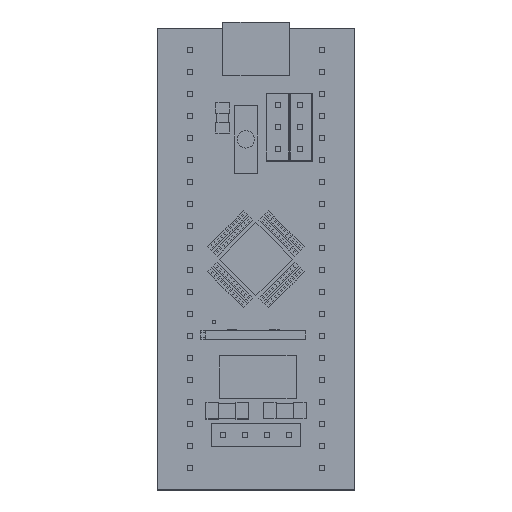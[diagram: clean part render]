
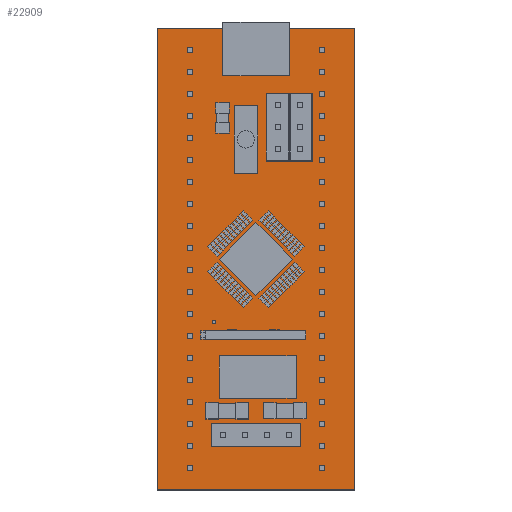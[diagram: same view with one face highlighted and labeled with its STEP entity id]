
A CAD part, top view. The second image highlights one B-rep face of the part: STEP entity #22909.
In plain terms, the highlighted planar face has unit normal (0, 0, 1).
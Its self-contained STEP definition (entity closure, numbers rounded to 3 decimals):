
#11=FACE_BOUND('',#5127,.T.);
#12=FACE_BOUND('',#5128,.T.);
#35=CIRCLE('',#27595,0.4);
#36=CIRCLE('',#27596,0.4);
#3788=FACE_OUTER_BOUND('',#5126,.T.);
#5126=EDGE_LOOP('',(#20223,#20224,#20225,#20226));
#5127=EDGE_LOOP('',(#20227));
#5128=EDGE_LOOP('',(#20228));
#7779=LINE('',#40742,#10436);
#7783=LINE('',#40750,#10440);
#7785=LINE('',#40754,#10442);
#7788=LINE('',#40759,#10445);
#10436=VECTOR('',#34239,1.);
#10440=VECTOR('',#34245,1.);
#10442=VECTOR('',#34249,1.);
#10445=VECTOR('',#34254,1.);
#12220=VERTEX_POINT('',#40738);
#12222=VERTEX_POINT('',#40741);
#12224=VERTEX_POINT('',#40747);
#12226=VERTEX_POINT('',#40753);
#12228=VERTEX_POINT('',#40760);
#12229=VERTEX_POINT('',#40762);
#14887=EDGE_CURVE('',#12220,#12222,#7779,.T.);
#14891=EDGE_CURVE('',#12224,#12220,#7783,.T.);
#14893=EDGE_CURVE('',#12222,#12226,#7785,.T.);
#14896=EDGE_CURVE('',#12226,#12224,#7788,.T.);
#14897=EDGE_CURVE('',#12228,#12228,#35,.T.);
#14898=EDGE_CURVE('',#12229,#12229,#36,.T.);
#20223=ORIENTED_EDGE('',*,*,#14887,.F.);
#20224=ORIENTED_EDGE('',*,*,#14891,.F.);
#20225=ORIENTED_EDGE('',*,*,#14896,.F.);
#20226=ORIENTED_EDGE('',*,*,#14893,.F.);
#20227=ORIENTED_EDGE('',*,*,#14897,.F.);
#20228=ORIENTED_EDGE('',*,*,#14898,.F.);
#21573=PLANE('',#27594);
#22909=ADVANCED_FACE('',(#3788,#11,#12),#21573,.F.);
#27594=AXIS2_PLACEMENT_3D('',#40758,#34252,#34253);
#27595=AXIS2_PLACEMENT_3D('',#40761,#34255,#34256);
#27596=AXIS2_PLACEMENT_3D('',#40763,#34257,#34258);
#34239=DIRECTION('',(1.,0.,0.));
#34245=DIRECTION('',(0.,1.,0.));
#34249=DIRECTION('',(0.,-1.,0.));
#34252=DIRECTION('center_axis',(0.,0.,-1.));
#34253=DIRECTION('ref_axis',(-1.,0.,0.));
#34254=DIRECTION('',(-1.,0.,0.));
#34255=DIRECTION('center_axis',(0.,0.,1.));
#34256=DIRECTION('ref_axis',(1.,0.,0.));
#34257=DIRECTION('center_axis',(0.,0.,1.));
#34258=DIRECTION('ref_axis',(1.,0.,0.));
#40738=CARTESIAN_POINT('',(157.44,307.85,0.));
#40741=CARTESIAN_POINT('',(180.305,307.85,0.));
#40742=CARTESIAN_POINT('',(157.44,307.85,0.));
#40747=CARTESIAN_POINT('',(157.44,254.51,0.));
#40750=CARTESIAN_POINT('',(157.44,254.51,0.));
#40753=CARTESIAN_POINT('',(180.305,254.51,0.));
#40754=CARTESIAN_POINT('',(180.305,307.85,0.));
#40758=CARTESIAN_POINT('Origin',(168.873,281.18,0.));
#40759=CARTESIAN_POINT('',(180.305,254.51,0.));
#40760=CARTESIAN_POINT('',(170.39,303.183,0.));
#40761=CARTESIAN_POINT('Origin',(170.79,303.183,0.));
#40762=CARTESIAN_POINT('',(166.554,303.196,0.));
#40763=CARTESIAN_POINT('Origin',(166.954,303.196,0.));
